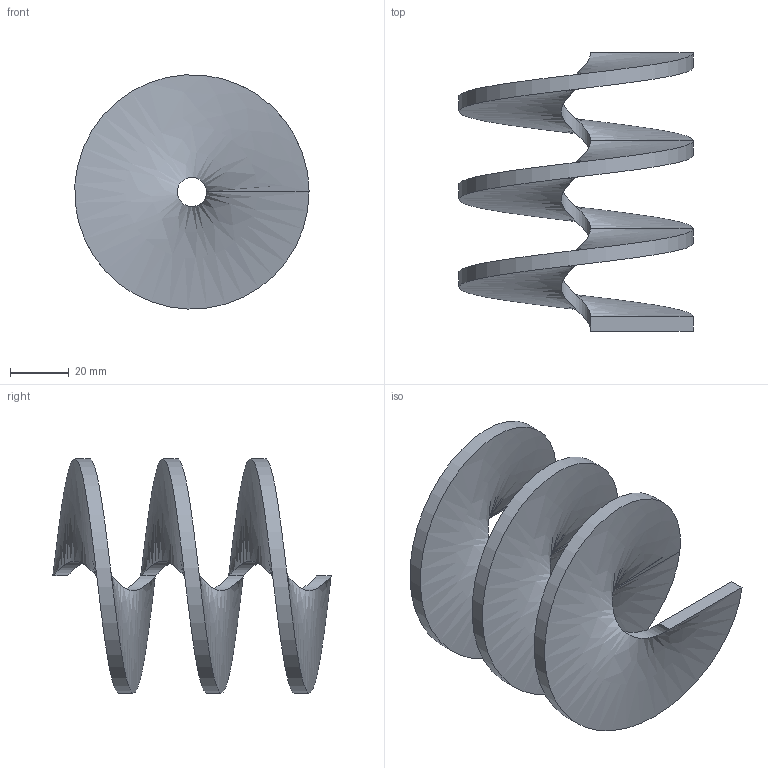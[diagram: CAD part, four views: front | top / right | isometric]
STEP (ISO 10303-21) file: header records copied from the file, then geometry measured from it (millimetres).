
FILE_DESCRIPTION(('FreeCAD Model'),'2;1');
FILE_NAME('Open CASCADE Shape Model','2021-10-30T11:31:54',('Author'),( ''),'Open CASCADE STEP processor 7.5','FreeCAD','Unknown');
FILE_SCHEMA(('AUTOMOTIVE_DESIGN { 1 0 10303 214 1 1 1 1 }'));
Length unit declared in the file: millimetre
Products named in the file (1): AdditiveHelix
Bounding box: 79.91 x 95 x 79.91 mm (x, y, z)
Volume: 74220.1 mm3; surface area: 35132.8 mm2
Topology: 1 solids, 1 shells, 14 faces, 28 edges, 16 vertices
Faces by surface type: bspline 12, plane 2
Entity records: 1880 total; most frequent: CARTESIAN_POINT 1381, ORIENTED_EDGE 56, PCURVE 56, DEFINITIONAL_REPRESENTATION 56, DIRECTION 48, B_SPLINE_CURVE_WITH_KNOTS 42, LINE 42, VECTOR 42
